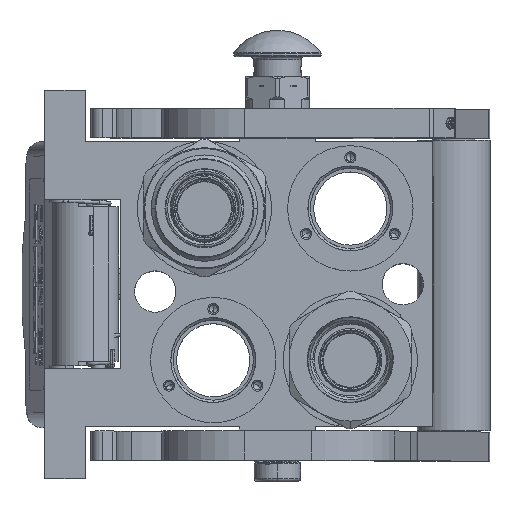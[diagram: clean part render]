
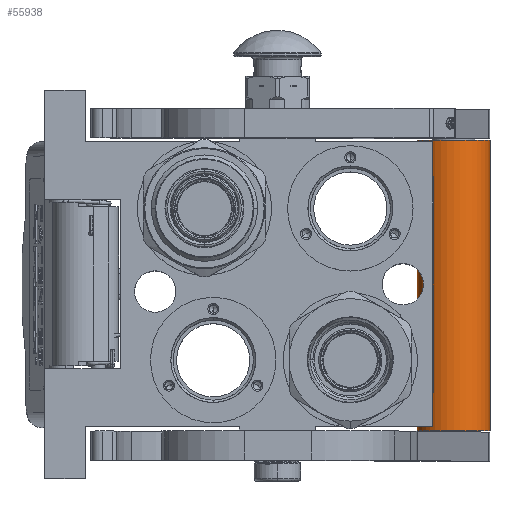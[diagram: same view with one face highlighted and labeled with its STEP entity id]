
A CAD part, top view. The second image highlights one B-rep face of the part: STEP entity #55938.
In plain terms, the highlighted cylindrical face has radius 12.5 mm (diameter 25 mm), a partial arc.
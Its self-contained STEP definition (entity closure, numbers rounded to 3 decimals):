
#1748 = DIRECTION ( 'NONE',  ( -1., 0., 0. ) ) ;
#8465 = EDGE_CURVE ( 'NONE', #121521, #69254, #119245, .T. ) ;
#8969 = EDGE_CURVE ( 'NONE', #125972, #121521, #67453, .T. ) ;
#12620 = CARTESIAN_POINT ( 'NONE',  ( 5.25, 12.5, 0. ) ) ;
#15974 = ORIENTED_EDGE ( 'NONE', *, *, #8969, .T. ) ;
#16732 = VECTOR ( 'NONE', #89618, 1000. ) ;
#17339 = AXIS2_PLACEMENT_3D ( 'NONE', #105905, #1748, #33744 ) ;
#19969 = AXIS2_PLACEMENT_3D ( 'NONE', #20820, #105126, #115106 ) ;
#20820 = CARTESIAN_POINT ( 'NONE',  ( 5.25, 0., 0. ) ) ;
#25044 = CIRCLE ( 'NONE', #17339, 12.5 ) ;
#28138 = CARTESIAN_POINT ( 'NONE',  ( 0., 0., 0. ) ) ;
#33744 = DIRECTION ( 'NONE',  ( 0., 1., 0. ) ) ;
#38178 = CARTESIAN_POINT ( 'NONE',  ( 5.25, 12.5, 0. ) ) ;
#44917 = CARTESIAN_POINT ( 'NONE',  ( -94.25, 12.5, 0. ) ) ;
#49091 = ORIENTED_EDGE ( 'NONE', *, *, #109334, .F. ) ;
#55938 = ADVANCED_FACE ( 'NONE', ( #100646 ), #57044, .T. ) ;
#57044 = CYLINDRICAL_SURFACE ( 'NONE', #84536, 12.5 ) ;
#57528 = CARTESIAN_POINT ( 'NONE',  ( 5.25, -12.5, 0. ) ) ;
#61102 = VECTOR ( 'NONE', #125942, 1000. ) ;
#67453 = CIRCLE ( 'NONE', #19969, 12.5 ) ;
#69254 = VERTEX_POINT ( 'NONE', #76296 ) ;
#76296 = CARTESIAN_POINT ( 'NONE',  ( -94.25, -12.5, 0. ) ) ;
#78871 = ORIENTED_EDGE ( 'NONE', *, *, #102628, .F. ) ;
#83036 = LINE ( 'NONE', #38178, #16732 ) ;
#83586 = CARTESIAN_POINT ( 'NONE',  ( 5.25, -12.5, 0. ) ) ;
#84536 = AXIS2_PLACEMENT_3D ( 'NONE', #28138, #101619, #101175 ) ;
#87140 = EDGE_LOOP ( 'NONE', ( #15974, #112979, #78871, #49091 ) ) ;
#89618 = DIRECTION ( 'NONE',  ( -1., 0., 0. ) ) ;
#100646 = FACE_OUTER_BOUND ( 'NONE', #87140, .T. ) ;
#101175 = DIRECTION ( 'NONE',  ( 0., -1., 0. ) ) ;
#101619 = DIRECTION ( 'NONE',  ( -1., 0., 0. ) ) ;
#102628 = EDGE_CURVE ( 'NONE', #103152, #69254, #25044, .T. ) ;
#103152 = VERTEX_POINT ( 'NONE', #44917 ) ;
#105126 = DIRECTION ( 'NONE',  ( -1., 0., 0. ) ) ;
#105905 = CARTESIAN_POINT ( 'NONE',  ( -94.25, 0., 0. ) ) ;
#109334 = EDGE_CURVE ( 'NONE', #125972, #103152, #83036, .T. ) ;
#112979 = ORIENTED_EDGE ( 'NONE', *, *, #8465, .T. ) ;
#115106 = DIRECTION ( 'NONE',  ( 0., 1., 0. ) ) ;
#119245 = LINE ( 'NONE', #83586, #61102 ) ;
#121521 = VERTEX_POINT ( 'NONE', #57528 ) ;
#125942 = DIRECTION ( 'NONE',  ( -1., 0., 0. ) ) ;
#125972 = VERTEX_POINT ( 'NONE', #12620 ) ;
